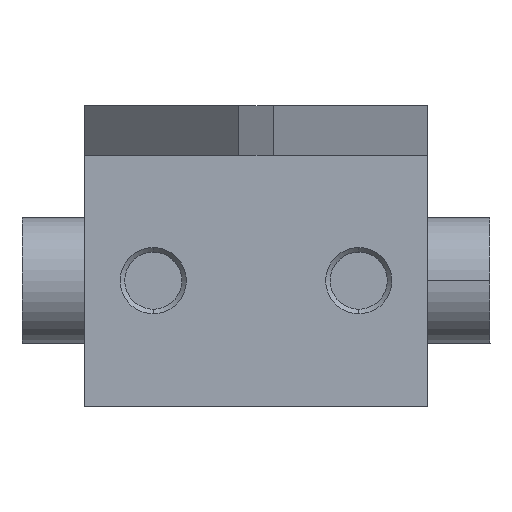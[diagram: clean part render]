
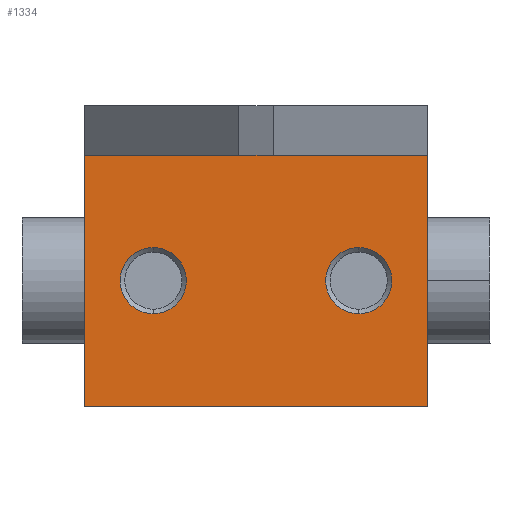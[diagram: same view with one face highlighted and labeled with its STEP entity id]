
A CAD part, left-side view. The second image highlights one B-rep face of the part: STEP entity #1334.
In plain terms, the highlighted planar face has unit normal (-1, 0, 0).
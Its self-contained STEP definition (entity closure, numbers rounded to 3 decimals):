
#18 = ORIENTED_EDGE ( 'NONE', *, *, #935, .F. ) ;
#41 = EDGE_LOOP ( 'NONE', ( #2608, #18 ) ) ;
#67 = CARTESIAN_POINT ( 'NONE',  ( 0., 9., 13.9 ) ) ;
#71 = EDGE_CURVE ( 'NONE', #128, #1867, #963, .T. ) ;
#93 = CARTESIAN_POINT ( 'NONE',  ( 0., -15., 0. ) ) ;
#99 = CIRCLE ( 'NONE', #1901, 2.9 ) ;
#128 = VERTEX_POINT ( 'NONE', #1178 ) ;
#152 = DIRECTION ( 'NONE',  ( -1., 0., 0. ) ) ;
#175 = CARTESIAN_POINT ( 'NONE',  ( 0., -9., 13.9 ) ) ;
#276 = DIRECTION ( 'NONE',  ( -1., 0., 0. ) ) ;
#292 = CARTESIAN_POINT ( 'NONE',  ( 0., 9., 11. ) ) ;
#300 = EDGE_LOOP ( 'NONE', ( #483, #2276, #951, #1897 ) ) ;
#371 = ORIENTED_EDGE ( 'NONE', *, *, #2056, .F. ) ;
#446 = AXIS2_PLACEMENT_3D ( 'NONE', #460, #2483, #1701 ) ;
#460 = CARTESIAN_POINT ( 'NONE',  ( 0., 9., 11. ) ) ;
#475 = CARTESIAN_POINT ( 'NONE',  ( 0., -9., 11. ) ) ;
#483 = ORIENTED_EDGE ( 'NONE', *, *, #2348, .T. ) ;
#514 = CARTESIAN_POINT ( 'NONE',  ( 0., 15., 0. ) ) ;
#527 = CIRCLE ( 'NONE', #446, 2.9 ) ;
#555 = CARTESIAN_POINT ( 'NONE',  ( 0., 15., 0. ) ) ;
#591 = CARTESIAN_POINT ( 'NONE',  ( 0., 15., 22. ) ) ;
#699 = B_SPLINE_CURVE_WITH_KNOTS ( 'NONE', 1,
 ( #1113, #514 ),
 .UNSPECIFIED., .F., .F.,
 ( 2, 2 ),
 ( 0., 1. ),
 .UNSPECIFIED. ) ;
#832 = EDGE_CURVE ( 'NONE', #1446, #2434, #699, .T. ) ;
#848 = ORIENTED_EDGE ( 'NONE', *, *, #2317, .F. ) ;
#889 = EDGE_CURVE ( 'NONE', #128, #1446, #2289, .T. ) ;
#935 = EDGE_CURVE ( 'NONE', #2281, #1073, #99, .T. ) ;
#951 = ORIENTED_EDGE ( 'NONE', *, *, #889, .F. ) ;
#963 = B_SPLINE_CURVE_WITH_KNOTS ( 'NONE', 1,
 ( #1745, #1107 ),
 .UNSPECIFIED., .F., .F.,
 ( 2, 2 ),
 ( 0., 1. ),
 .UNSPECIFIED. ) ;
#994 = DIRECTION ( 'NONE',  ( -1., 0., 0. ) ) ;
#1007 = DIRECTION ( 'NONE',  ( 0., 1., 0. ) ) ;
#1039 = CIRCLE ( 'NONE', #1683, 2.9 ) ;
#1073 = VERTEX_POINT ( 'NONE', #175 ) ;
#1081 = AXIS2_PLACEMENT_3D ( 'NONE', #1854, #2220, #1007 ) ;
#1107 = CARTESIAN_POINT ( 'NONE',  ( 0., 15., 22. ) ) ;
#1110 = DIRECTION ( 'NONE',  ( 0., 0., 1. ) ) ;
#1113 = CARTESIAN_POINT ( 'NONE',  ( 0., -15., 0. ) ) ;
#1178 = CARTESIAN_POINT ( 'NONE',  ( 0., -15., 22. ) ) ;
#1186 = FACE_OUTER_BOUND ( 'NONE', #300, .T. ) ;
#1192 = CARTESIAN_POINT ( 'NONE',  ( 0., -9., 11. ) ) ;
#1260 = EDGE_CURVE ( 'NONE', #1073, #2281, #1039, .T. ) ;
#1334 = ADVANCED_FACE ( 'NONE', ( #1833, #2626, #1186 ), #1395, .F. ) ;
#1360 = CARTESIAN_POINT ( 'NONE',  ( 0., 9., 8.1 ) ) ;
#1363 = CARTESIAN_POINT ( 'NONE',  ( 0., -9., 8.1 ) ) ;
#1395 = PLANE ( 'NONE',  #1081 ) ;
#1412 = DIRECTION ( 'NONE',  ( 0., 0., -1. ) ) ;
#1446 = VERTEX_POINT ( 'NONE', #2014 ) ;
#1478 = AXIS2_PLACEMENT_3D ( 'NONE', #292, #152, #1110 ) ;
#1485 = VECTOR ( 'NONE', #1412, 1000. ) ;
#1501 = CARTESIAN_POINT ( 'NONE',  ( 0., -15., 22. ) ) ;
#1649 = CARTESIAN_POINT ( 'NONE',  ( 0., 15., 22. ) ) ;
#1683 = AXIS2_PLACEMENT_3D ( 'NONE', #1192, #994, #2605 ) ;
#1701 = DIRECTION ( 'NONE',  ( 0., 0., 1. ) ) ;
#1745 = CARTESIAN_POINT ( 'NONE',  ( 0., -15., 22. ) ) ;
#1833 = FACE_BOUND ( 'NONE', #2197, .T. ) ;
#1854 = CARTESIAN_POINT ( 'NONE',  ( 0., -15., 22. ) ) ;
#1867 = VERTEX_POINT ( 'NONE', #1649 ) ;
#1897 = ORIENTED_EDGE ( 'NONE', *, *, #71, .T. ) ;
#1901 = AXIS2_PLACEMENT_3D ( 'NONE', #475, #276, #1931 ) ;
#1931 = DIRECTION ( 'NONE',  ( 0., 0., 1. ) ) ;
#2014 = CARTESIAN_POINT ( 'NONE',  ( 0., -15., 0. ) ) ;
#2033 = LINE ( 'NONE', #591, #1485 ) ;
#2056 = EDGE_CURVE ( 'NONE', #2370, #2082, #527, .T. ) ;
#2082 = VERTEX_POINT ( 'NONE', #67 ) ;
#2197 = EDGE_LOOP ( 'NONE', ( #848, #371 ) ) ;
#2220 = DIRECTION ( 'NONE',  ( 1., 0., 0. ) ) ;
#2276 = ORIENTED_EDGE ( 'NONE', *, *, #832, .F. ) ;
#2281 = VERTEX_POINT ( 'NONE', #1363 ) ;
#2289 = B_SPLINE_CURVE_WITH_KNOTS ( 'NONE', 1,
 ( #1501, #93 ),
 .UNSPECIFIED., .F., .F.,
 ( 2, 2 ),
 ( 0., 1. ),
 .UNSPECIFIED. ) ;
#2317 = EDGE_CURVE ( 'NONE', #2082, #2370, #2633, .T. ) ;
#2348 = EDGE_CURVE ( 'NONE', #1867, #2434, #2033, .T. ) ;
#2370 = VERTEX_POINT ( 'NONE', #1360 ) ;
#2434 = VERTEX_POINT ( 'NONE', #555 ) ;
#2483 = DIRECTION ( 'NONE',  ( -1., 0., 0. ) ) ;
#2605 = DIRECTION ( 'NONE',  ( 0., 0., 1. ) ) ;
#2608 = ORIENTED_EDGE ( 'NONE', *, *, #1260, .F. ) ;
#2626 = FACE_BOUND ( 'NONE', #41, .T. ) ;
#2633 = CIRCLE ( 'NONE', #1478, 2.9 ) ;
